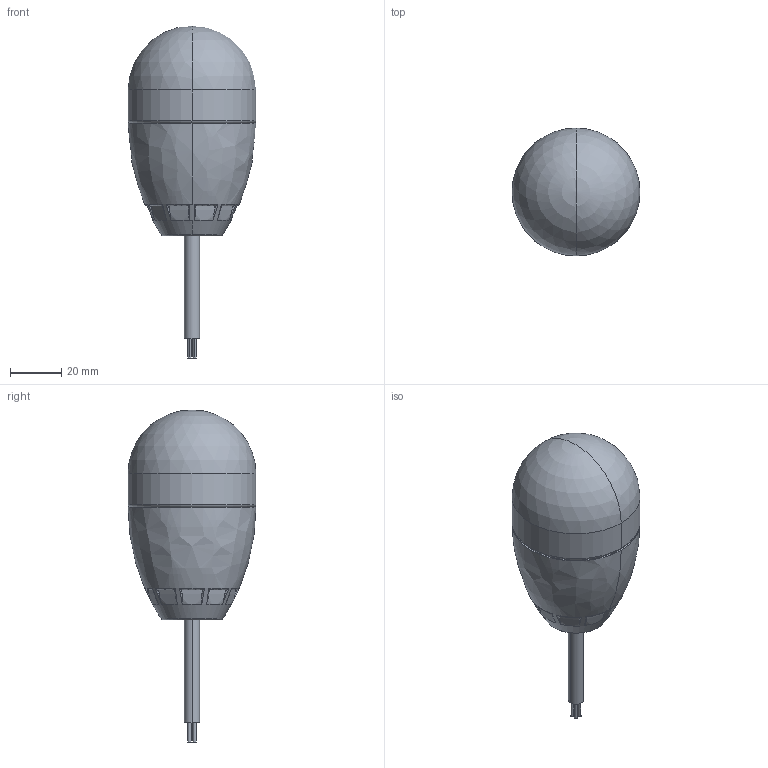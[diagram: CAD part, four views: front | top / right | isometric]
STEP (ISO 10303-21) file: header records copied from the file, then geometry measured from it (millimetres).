
FILE_DESCRIPTION((''),'2;1');
FILE_NAME('199778_ASM','2017-06-21T',('PDMAdmin'),('BANNER ENGINEERING'),'CREO PARAMETRIC BY PTC INC, 2016260','CREO PARAMETRIC BY PTC INC, 2016260','');
FILE_SCHEMA(('CONFIG_CONTROL_DESIGN'));
Length unit declared in the file: millimetre
Products named in the file (9): 191131; 27772; 126458; 32626; 132098_2; 164906; 129213_ASM; 144871_ASM; 199778_ASM
Assembly tree (8 placements, depth 4):
  199778_ASM
    191131
    27772
    144871_ASM
      126458
      32626
      132098_2
      129213_ASM
        164906
Bounding box: 50.01 x 50.01 x 129.82 mm (x, y, z)
Volume: 45544.6 mm3; surface area: 43382.2 mm2
Topology: 6 solids, 6 shells, 469 faces, 1229 edges, 777 vertices
Faces by surface type: cylinder 154, bspline 143, plane 78, torus 40, cone 38, sphere 16
Entity records: 40931 total; most frequent: CARTESIAN_POINT 30260, ORIENTED_EDGE 2450, DIRECTION 1847, EDGE_CURVE 1225, VERTEX_POINT 777, AXIS2_PLACEMENT_3D 775, EDGE_LOOP 510, B_SPLINE_CURVE_WITH_KNOTS 501
